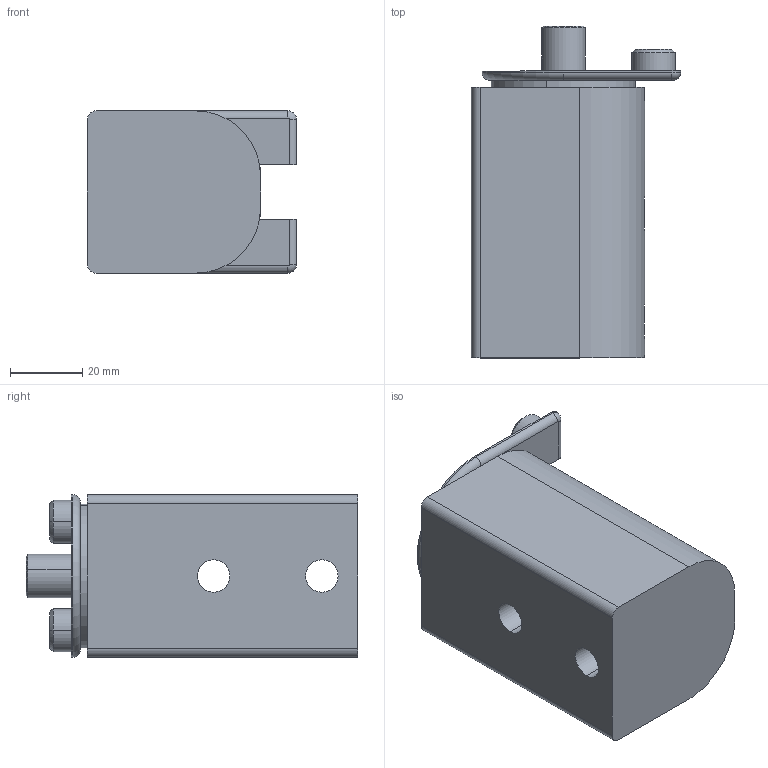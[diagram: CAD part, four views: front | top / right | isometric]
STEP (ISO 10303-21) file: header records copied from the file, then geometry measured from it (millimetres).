
FILE_DESCRIPTION (( 'STEP AP203' ), '1' );
FILE_NAME ('084.500.019.STEP', '2016-01-08T16:09:42', ( 'utente' ), ( '' ), 'SwSTEP 2.0', 'SolidWorks 2016', '' );
FILE_SCHEMA (( 'CONFIG_CONTROL_DESIGN' ));
Length unit declared in the file: millimetre
Products named in the file (5): 084.201.073_Default<A macchina>; 084.500.019P; 084.500.019; 084.500.019C_B; 084.500.019B
Assembly tree (4 placements, depth 2):
  084.500.019
    084.500.019C_B
    084.500.019B
    084.201.073_Default<A macchina>
    084.500.019P
Bounding box: 58 x 92 x 45 mm (x, y, z)
Volume: 148974.7 mm3; surface area: 33126.2 mm2
Topology: 4 solids, 4 shells, 98 faces, 222 edges, 140 vertices
Faces by surface type: cylinder 48, plane 31, cone 16, torus 3
Entity records: 3446 total; most frequent: CARTESIAN_POINT 625, DIRECTION 533, ORIENTED_EDGE 444, EDGE_CURVE 222, AXIS2_PLACEMENT_3D 216, VERTEX_POINT 140, EDGE_LOOP 116, CIRCLE 111
